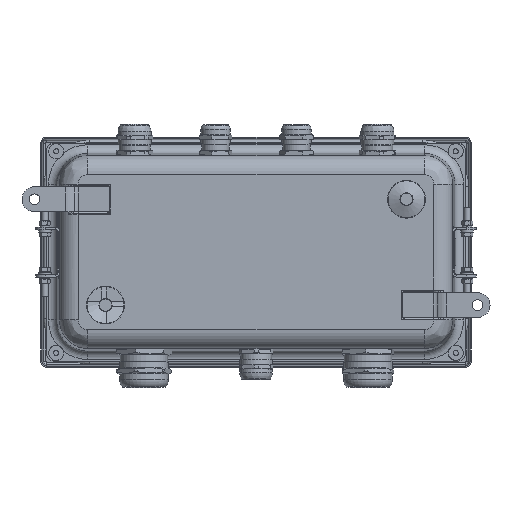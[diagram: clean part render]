
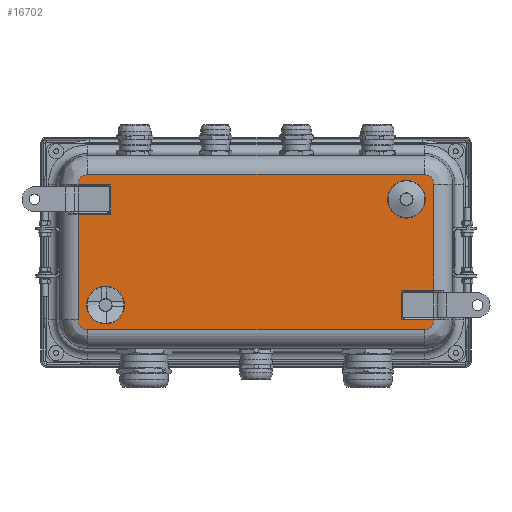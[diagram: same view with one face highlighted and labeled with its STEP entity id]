
A CAD part, front view. The second image highlights one B-rep face of the part: STEP entity #16702.
In plain terms, the highlighted planar face has unit normal (0, -1, 0).
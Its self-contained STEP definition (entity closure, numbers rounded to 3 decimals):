
#546=FACE_BOUND('',#3168,.T.);
#547=FACE_BOUND('',#3169,.T.);
#1131=PLANE('',#18465);
#2106=FACE_OUTER_BOUND('',#3167,.T.);
#3167=EDGE_LOOP('',(#14043,#14044,#14045,#14046,#14047,#14048,#14049,#14050,
#14051,#14052,#14053,#14054,#14055,#14056));
#3168=EDGE_LOOP('',(#14057));
#3169=EDGE_LOOP('',(#14058));
#4251=LINE('',#29436,#5214);
#4252=LINE('',#29466,#5215);
#4256=LINE('',#29491,#5219);
#4260=LINE('',#29517,#5223);
#4265=LINE('',#29627,#5228);
#4267=LINE('',#29702,#5230);
#4269=LINE('',#29743,#5232);
#4274=LINE('',#29822,#5237);
#4275=LINE('',#29826,#5238);
#4278=LINE('',#29883,#5241);
#5214=VECTOR('',#22559,10.);
#5215=VECTOR('',#22574,10.);
#5219=VECTOR('',#22584,10.);
#5223=VECTOR('',#22600,10.);
#5228=VECTOR('',#22631,10.);
#5230=VECTOR('',#22651,10.);
#5232=VECTOR('',#22671,10.);
#5237=VECTOR('',#22708,10.);
#5238=VECTOR('',#22713,10.);
#5241=VECTOR('',#22758,10.);
#6092=CIRCLE('',#18374,7.896);
#6095=CIRCLE('',#18377,7.896);
#6099=CIRCLE('',#18382,7.896);
#6102=CIRCLE('',#18385,7.896);
#6142=CIRCLE('',#18459,15.194);
#6146=CIRCLE('',#18466,15.194);
#7467=VERTEX_POINT('',#29412);
#7469=VERTEX_POINT('',#29416);
#7470=VERTEX_POINT('',#29428);
#7471=VERTEX_POINT('',#29430);
#7472=VERTEX_POINT('',#29434);
#7474=VERTEX_POINT('',#29448);
#7475=VERTEX_POINT('',#29460);
#7476=VERTEX_POINT('',#29462);
#7482=VERTEX_POINT('',#29490);
#7488=VERTEX_POINT('',#29514);
#7498=VERTEX_POINT('',#29619);
#7500=VERTEX_POINT('',#29624);
#7505=VERTEX_POINT('',#29699);
#7519=VERTEX_POINT('',#29820);
#7526=VERTEX_POINT('',#29872);
#7529=VERTEX_POINT('',#29884);
#9653=EDGE_CURVE('',#7469,#7467,#6092,.T.);
#9656=EDGE_CURVE('',#7471,#7470,#6095,.T.);
#9658=EDGE_CURVE('',#7472,#7471,#4251,.T.);
#9661=EDGE_CURVE('',#7474,#7472,#6099,.T.);
#9664=EDGE_CURVE('',#7476,#7475,#6102,.T.);
#9665=EDGE_CURVE('',#7467,#7476,#4252,.T.);
#9672=EDGE_CURVE('',#7475,#7482,#4256,.T.);
#9682=EDGE_CURVE('',#7488,#7482,#4260,.T.);
#9701=EDGE_CURVE('',#7498,#7500,#4265,.T.);
#9711=EDGE_CURVE('',#7505,#7474,#4267,.T.);
#9720=EDGE_CURVE('',#7488,#7505,#4269,.T.);
#9736=EDGE_CURVE('',#7500,#7519,#4274,.T.);
#9738=EDGE_CURVE('',#7469,#7519,#4275,.T.);
#9750=EDGE_CURVE('',#7526,#7526,#6142,.T.);
#9754=EDGE_CURVE('',#7470,#7498,#4278,.T.);
#9755=EDGE_CURVE('',#7529,#7529,#6146,.T.);
#14043=ORIENTED_EDGE('',*,*,#9738,.T.);
#14044=ORIENTED_EDGE('',*,*,#9736,.F.);
#14045=ORIENTED_EDGE('',*,*,#9701,.F.);
#14046=ORIENTED_EDGE('',*,*,#9754,.F.);
#14047=ORIENTED_EDGE('',*,*,#9656,.F.);
#14048=ORIENTED_EDGE('',*,*,#9658,.F.);
#14049=ORIENTED_EDGE('',*,*,#9661,.F.);
#14050=ORIENTED_EDGE('',*,*,#9711,.F.);
#14051=ORIENTED_EDGE('',*,*,#9720,.F.);
#14052=ORIENTED_EDGE('',*,*,#9682,.T.);
#14053=ORIENTED_EDGE('',*,*,#9672,.F.);
#14054=ORIENTED_EDGE('',*,*,#9664,.F.);
#14055=ORIENTED_EDGE('',*,*,#9665,.F.);
#14056=ORIENTED_EDGE('',*,*,#9653,.F.);
#14057=ORIENTED_EDGE('',*,*,#9750,.F.);
#14058=ORIENTED_EDGE('',*,*,#9755,.F.);
#16702=ADVANCED_FACE('',(#2106,#546,#547),#1131,.T.);
#18374=AXIS2_PLACEMENT_3D('',#29418,#22547,#22548);
#18377=AXIS2_PLACEMENT_3D('',#29432,#22553,#22554);
#18382=AXIS2_PLACEMENT_3D('',#29450,#22564,#22565);
#18385=AXIS2_PLACEMENT_3D('',#29464,#22570,#22571);
#18459=AXIS2_PLACEMENT_3D('',#29874,#22744,#22745);
#18465=AXIS2_PLACEMENT_3D('',#29882,#22756,#22757);
#18466=AXIS2_PLACEMENT_3D('',#29885,#22759,#22760);
#22547=DIRECTION('center_axis',(0.,1.,0.));
#22548=DIRECTION('ref_axis',(-0.707,0.,0.707));
#22553=DIRECTION('center_axis',(0.,1.,0.));
#22554=DIRECTION('ref_axis',(-0.707,0.,-0.707));
#22559=DIRECTION('',(-1.,0.,0.));
#22564=DIRECTION('center_axis',(0.,1.,0.));
#22565=DIRECTION('ref_axis',(0.707,0.,-0.707));
#22570=DIRECTION('center_axis',(0.,1.,0.));
#22571=DIRECTION('ref_axis',(0.707,0.,0.707));
#22574=DIRECTION('',(1.,0.,0.));
#22584=DIRECTION('',(0.,0.,-1.));
#22600=DIRECTION('',(1.,0.,0.));
#22631=DIRECTION('',(1.,0.,0.));
#22651=DIRECTION('',(1.,0.,0.));
#22671=DIRECTION('',(0.,0.,-1.));
#22708=DIRECTION('',(0.,0.,1.));
#22713=DIRECTION('',(1.,0.,0.));
#22744=DIRECTION('center_axis',(0.,-1.,0.));
#22745=DIRECTION('ref_axis',(-1.,0.,0.));
#22756=DIRECTION('center_axis',(0.,-1.,0.));
#22757=DIRECTION('ref_axis',(1.,0.,0.));
#22758=DIRECTION('',(0.,0.,1.));
#22759=DIRECTION('center_axis',(0.,-1.,0.));
#22760=DIRECTION('ref_axis',(-1.,0.,0.));
#29412=CARTESIAN_POINT('',(-135.,4.,62.396));
#29416=CARTESIAN_POINT('',(-142.896,4.,54.5));
#29418=CARTESIAN_POINT('Origin',(-135.,4.,54.5));
#29428=CARTESIAN_POINT('',(-142.896,4.,-54.5));
#29430=CARTESIAN_POINT('',(-135.,4.,-62.396));
#29432=CARTESIAN_POINT('Origin',(-135.,4.,-54.5));
#29434=CARTESIAN_POINT('',(135.,4.,-62.396));
#29436=CARTESIAN_POINT('',(67.5,4.,-62.396));
#29448=CARTESIAN_POINT('',(142.896,4.,-54.5));
#29450=CARTESIAN_POINT('Origin',(135.,4.,-54.5));
#29460=CARTESIAN_POINT('',(142.896,4.,54.5));
#29462=CARTESIAN_POINT('',(135.,4.,62.396));
#29464=CARTESIAN_POINT('Origin',(135.,4.,54.5));
#29466=CARTESIAN_POINT('',(-67.5,4.,62.396));
#29490=CARTESIAN_POINT('',(142.896,4.,-30.5));
#29491=CARTESIAN_POINT('',(142.896,4.,27.25));
#29514=CARTESIAN_POINT('',(116.896,4.,-30.5));
#29517=CARTESIAN_POINT('',(83.948,4.,-30.5));
#29619=CARTESIAN_POINT('',(-142.896,4.,30.5));
#29624=CARTESIAN_POINT('',(-116.896,4.,30.5));
#29627=CARTESIAN_POINT('',(-83.948,4.,30.5));
#29699=CARTESIAN_POINT('',(116.896,4.,-54.5));
#29702=CARTESIAN_POINT('',(58.948,4.,-54.5));
#29743=CARTESIAN_POINT('',(116.896,4.,-15.75));
#29820=CARTESIAN_POINT('',(-116.896,4.,54.5));
#29822=CARTESIAN_POINT('',(-116.896,4.,15.75));
#29826=CARTESIAN_POINT('',(-58.948,4.,54.5));
#29872=CARTESIAN_POINT('',(-105.701,4.,-42.5));
#29874=CARTESIAN_POINT('Origin',(-120.896,4.,-42.5));
#29882=CARTESIAN_POINT('Origin',(0.,4.,
0.));
#29883=CARTESIAN_POINT('',(-142.896,4.,-27.25));
#29884=CARTESIAN_POINT('',(136.09,4.,42.5));
#29885=CARTESIAN_POINT('Origin',(120.896,4.,42.5));
